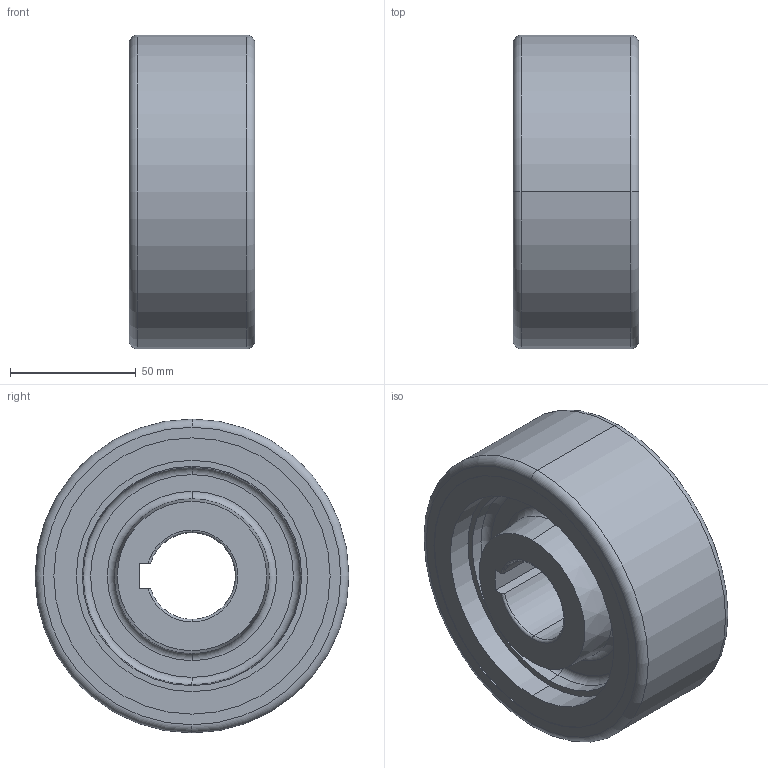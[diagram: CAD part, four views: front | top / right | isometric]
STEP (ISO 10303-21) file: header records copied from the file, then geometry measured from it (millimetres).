
FILE_DESCRIPTION (( 'STEP AP214' ), '1' );
FILE_NAME ('0017645.step', '2022-11-30T13:09:21', ( '' ), ( '' ), 'SwSTEP 2.0', 'SolidWorks 2020', '' );
FILE_SCHEMA (( 'AUTOMOTIVE_DESIGN' ));
Length unit declared in the file: millimetre
Products named in the file (1): 0017645
Bounding box: 50 x 125 x 125 mm (x, y, z)
Volume: 445776.2 mm3; surface area: 95496.9 mm2
Topology: 2 solids, 2 shells, 49 faces, 104 edges, 64 vertices
Faces by surface type: torus 18, plane 12, cylinder 11, cone 8
Entity records: 1553 total; most frequent: DIRECTION 272, CARTESIAN_POINT 254, ORIENTED_EDGE 208, AXIS2_PLACEMENT_3D 122, EDGE_CURVE 104, CIRCLE 72, VERTEX_POINT 64, EDGE_LOOP 58
